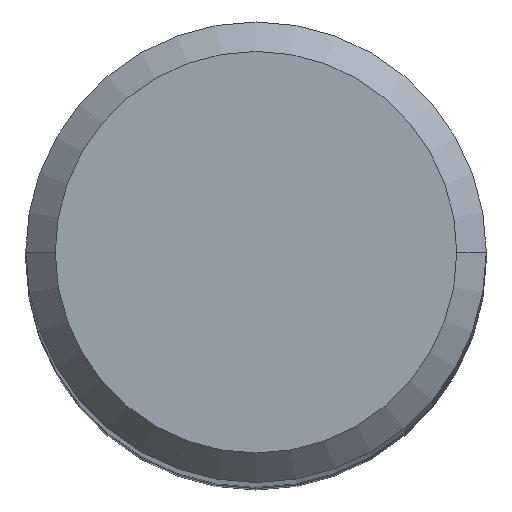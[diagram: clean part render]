
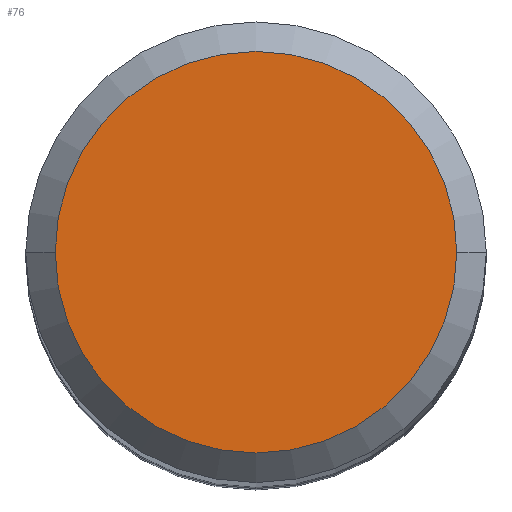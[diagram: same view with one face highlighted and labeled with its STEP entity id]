
A CAD part, top view. The second image highlights one B-rep face of the part: STEP entity #76.
In plain terms, the highlighted planar face has unit normal (0, 0, 1).
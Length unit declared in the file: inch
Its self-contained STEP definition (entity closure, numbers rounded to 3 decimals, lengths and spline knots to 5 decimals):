
#21 = CARTESIAN_POINT ( 'NONE',  ( 0.13625, 0., 0. ) ) ;
#34 = EDGE_LOOP ( 'NONE', ( #549, #510 ) ) ;
#49 = EDGE_CURVE ( 'NONE', #338, #171, #219, .T. ) ;
#54 = DIRECTION ( 'NONE',  ( 1., 0., 0. ) ) ;
#62 = CARTESIAN_POINT ( 'NONE',  ( 0., 0., 0. ) ) ;
#68 = CIRCLE ( 'NONE', #383, 0.13625 ) ;
#76 = ADVANCED_FACE ( 'NONE', ( #149 ), #323, .F. ) ;
#149 = FACE_OUTER_BOUND ( 'NONE', #34, .T. ) ;
#171 = VERTEX_POINT ( 'NONE', #21 ) ;
#219 = CIRCLE ( 'NONE', #340, 0.13625 ) ;
#224 = CARTESIAN_POINT ( 'NONE',  ( -0.13625, 0., 0. ) ) ;
#323 = PLANE ( 'NONE',  #496 ) ;
#338 = VERTEX_POINT ( 'NONE', #224 ) ;
#340 = AXIS2_PLACEMENT_3D ( 'NONE', #354, #398, #530 ) ;
#344 = DIRECTION ( 'NONE',  ( 0., 0., -1. ) ) ;
#354 = CARTESIAN_POINT ( 'NONE',  ( 0., 0., 0. ) ) ;
#383 = AXIS2_PLACEMENT_3D ( 'NONE', #62, #482, #54 ) ;
#398 = DIRECTION ( 'NONE',  ( 0., 0., 1. ) ) ;
#399 = EDGE_CURVE ( 'NONE', #171, #338, #68, .T. ) ;
#482 = DIRECTION ( 'NONE',  ( 0., 0., 1. ) ) ;
#489 = CARTESIAN_POINT ( 'NONE',  ( 0., 0.13625, 0. ) ) ;
#496 = AXIS2_PLACEMENT_3D ( 'NONE', #489, #344, #521 ) ;
#510 = ORIENTED_EDGE ( 'NONE', *, *, #399, .T. ) ;
#521 = DIRECTION ( 'NONE',  ( -1., 0., 0. ) ) ;
#530 = DIRECTION ( 'NONE',  ( 1., 0., 0. ) ) ;
#549 = ORIENTED_EDGE ( 'NONE', *, *, #49, .T. ) ;
